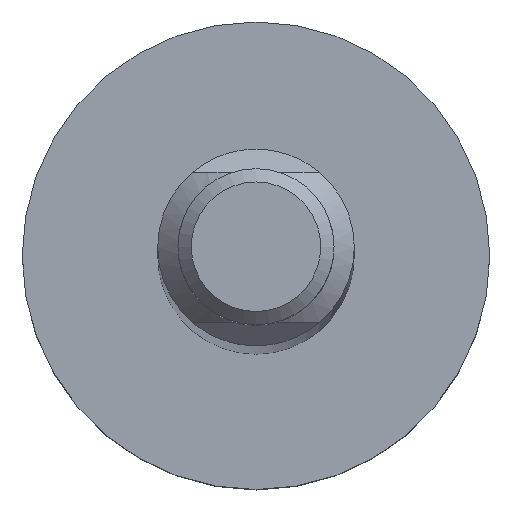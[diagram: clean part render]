
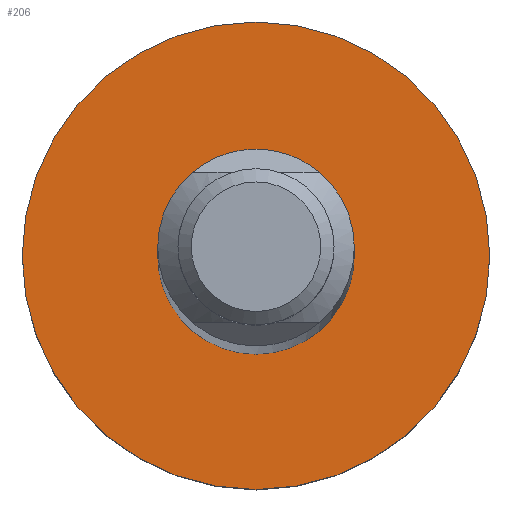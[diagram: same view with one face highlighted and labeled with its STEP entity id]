
A CAD part, top view. The second image highlights one B-rep face of the part: STEP entity #206.
In plain terms, the highlighted planar face has unit normal (0, 0, 1).
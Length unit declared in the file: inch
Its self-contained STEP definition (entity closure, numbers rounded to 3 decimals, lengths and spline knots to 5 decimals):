
#21=FACE_BOUND('',#69,.T.);
#27=CIRCLE('',#218,0.1575);
#35=CIRCLE('',#235,0.3745);
#50=FACE_OUTER_BOUND('',#68,.T.);
#68=EDGE_LOOP('',(#180));
#69=EDGE_LOOP('',(#181));
#100=VERTEX_POINT('',#329);
#109=VERTEX_POINT('',#365);
#119=EDGE_CURVE('',#100,#100,#27,.T.);
#134=EDGE_CURVE('',#109,#109,#35,.T.);
#180=ORIENTED_EDGE('',*,*,#134,.F.);
#181=ORIENTED_EDGE('',*,*,#119,.T.);
#192=PLANE('',#234);
#206=ADVANCED_FACE('',(#50,#21),#192,.T.);
#218=AXIS2_PLACEMENT_3D('',#330,#258,#259);
#234=AXIS2_PLACEMENT_3D('',#364,#294,#295);
#235=AXIS2_PLACEMENT_3D('',#366,#296,#297);
#258=DIRECTION('center_axis',(0.,0.,-1.));
#259=DIRECTION('ref_axis',(0.,1.,0.));
#294=DIRECTION('center_axis',(0.,0.,1.));
#295=DIRECTION('ref_axis',(1.,0.,0.));
#296=DIRECTION('center_axis',(0.,0.,-1.));
#297=DIRECTION('ref_axis',(0.,1.,0.));
#329=CARTESIAN_POINT('',(0.,0.1575,-7.82075));
#330=CARTESIAN_POINT('Origin',(0.,0.,-7.82075));
#364=CARTESIAN_POINT('Origin',(0.,0.266,-7.82075));
#365=CARTESIAN_POINT('',(0.,0.3745,-7.82075));
#366=CARTESIAN_POINT('Origin',(0.,0.,-7.82075));
